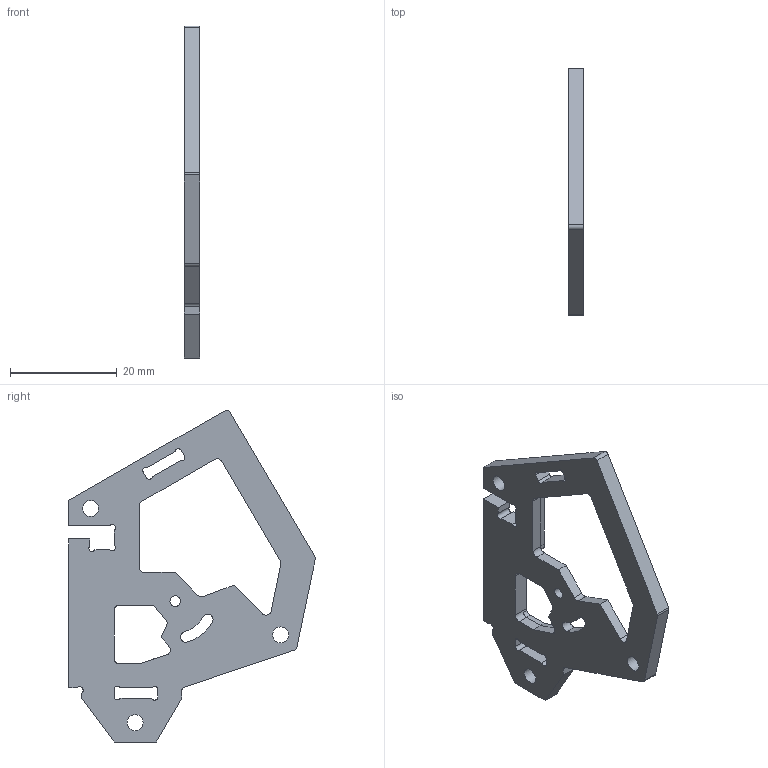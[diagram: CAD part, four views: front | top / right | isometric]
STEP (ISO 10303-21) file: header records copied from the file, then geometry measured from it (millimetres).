
FILE_DESCRIPTION(('FreeCAD Model'),'2;1');
FILE_NAME('Open CASCADE Shape Model','2022-12-07T11:09:10',('Author'),( ''),'Open CASCADE STEP processor 7.6','FreeCAD','Unknown');
FILE_SCHEMA(('AUTOMOTIVE_DESIGN { 1 0 10303 214 1 1 1 1 }'));
Length unit declared in the file: millimetre
Products named in the file (1): Cut003 (Mirror #1)001
Bounding box: 3 x 46.31 x 62.3 mm (x, y, z)
Volume: 3606.6 mm3; surface area: 3773.2 mm2
Topology: 1 solids, 1 shells, 97 faces, 280 edges, 184 vertices
Faces by surface type: plane 56, cylinder 41
Full cylindrical faces by diameter (mm): 2 x1, 3 x3
Entity records: 7108 total; most frequent: CARTESIAN_POINT 1546, DIRECTION 1051, LINE 671, VECTOR 671, ORIENTED_EDGE 560, PCURVE 560, DEFINITIONAL_REPRESENTATION 560, EDGE_CURVE 280
